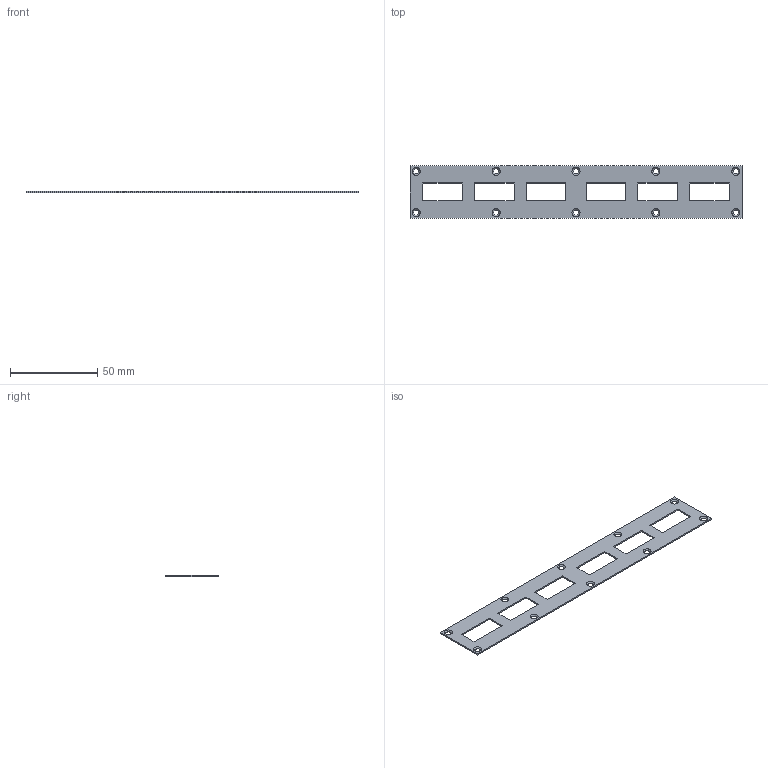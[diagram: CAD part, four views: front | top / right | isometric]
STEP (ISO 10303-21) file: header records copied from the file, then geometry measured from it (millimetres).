
FILE_DESCRIPTION((''),'2;1');
FILE_NAME('BACK_PANEL','2012-04-10T',('Admin'),(''),'PRO/ENGINEER BY PARAMETRIC TECHNOLOGY CORPORATION, 2010180','PRO/ENGINEER BY PARAMETRIC TECHNOLOGY CORPORATION, 2010180','');
FILE_SCHEMA(('CONFIG_CONTROL_DESIGN'));
Length unit declared in the file: millimetre
Products named in the file (1): BACK_PANEL
Bounding box: 190 x 30 x 0.8 mm (x, y, z)
Volume: 3345.6 mm3; surface area: 9161.3 mm2
Topology: 1 solids, 1 shells, 50 faces, 144 edges, 96 vertices
Faces by surface type: plane 30, cone 20
Entity records: 1750 total; most frequent: CARTESIAN_POINT 290, ORIENTED_EDGE 288, DIRECTION 284, EDGE_CURVE 144, VECTOR 104, LINE 104, VERTEX_POINT 96, AXIS2_PLACEMENT_3D 90
